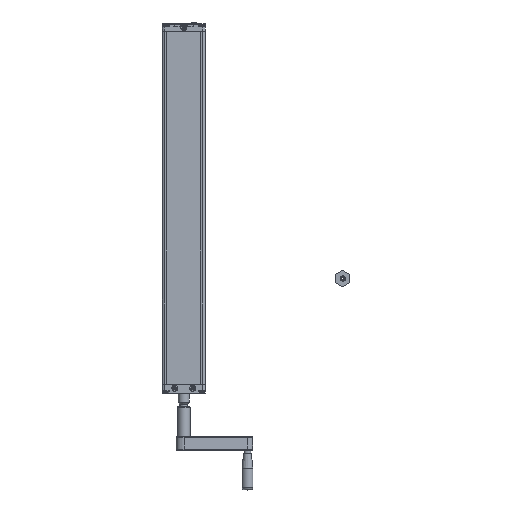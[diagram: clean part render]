
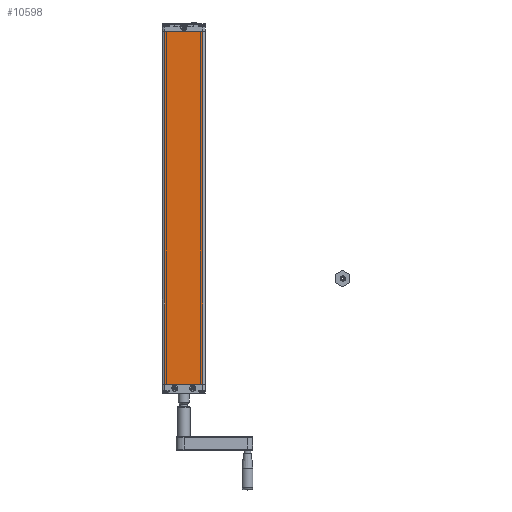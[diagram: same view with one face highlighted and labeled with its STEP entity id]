
A CAD part, top view. The second image highlights one B-rep face of the part: STEP entity #10598.
In plain terms, the highlighted planar face has unit normal (0, 0, 1).
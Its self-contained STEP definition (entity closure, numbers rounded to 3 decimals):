
#1921=FACE_OUTER_BOUND('',#2548,.T.);
#2548=EDGE_LOOP('',(#7591,#7592,#7593,#7594));
#3276=LINE('',#16772,#4032);
#3277=LINE('',#16776,#4033);
#3278=LINE('',#16781,#4034);
#3279=LINE('',#16785,#4035);
#4032=VECTOR('',#13348,691.5);
#4033=VECTOR('',#13353,691.5);
#4034=VECTOR('',#13362,75.);
#4035=VECTOR('',#13369,75.);
#4806=VERTEX_POINT('',#16761);
#4807=VERTEX_POINT('',#16767);
#4808=VERTEX_POINT('',#16771);
#4809=VERTEX_POINT('',#16775);
#5851=EDGE_CURVE('',#4806,#4808,#3276,.T.);
#5853=EDGE_CURVE('',#4807,#4809,#3277,.F.);
#5856=EDGE_CURVE('',#4809,#4806,#3278,.F.);
#5858=EDGE_CURVE('',#4808,#4807,#3279,.T.);
#7591=ORIENTED_EDGE('',*,*,#5853,.F.);
#7592=ORIENTED_EDGE('',*,*,#5858,.F.);
#7593=ORIENTED_EDGE('',*,*,#5851,.F.);
#7594=ORIENTED_EDGE('',*,*,#5856,.F.);
#10314=PLANE('',#11753);
#10598=ADVANCED_FACE('',(#1921),#10314,.T.);
#11753=AXIS2_PLACEMENT_3D('',#16786,#13370,#13371);
#13348=DIRECTION('',(0.,-1.,0.));
#13353=DIRECTION('',(0.,-1.,0.));
#13362=DIRECTION('',(-1.,0.,0.));
#13369=DIRECTION('',(-1.,0.,0.));
#13370=DIRECTION('center_axis',(0.,0.,1.));
#13371=DIRECTION('ref_axis',(1.,0.,0.));
#16761=CARTESIAN_POINT('',(37.5,692.,17.5));
#16767=CARTESIAN_POINT('',(-37.5,0.5,17.5));
#16771=CARTESIAN_POINT('',(37.5,0.5,17.5));
#16772=CARTESIAN_POINT('',(37.5,692.,17.5));
#16775=CARTESIAN_POINT('',(-37.5,692.,17.5));
#16776=CARTESIAN_POINT('',(-37.5,692.,17.5));
#16781=CARTESIAN_POINT('',(37.5,692.,17.5));
#16785=CARTESIAN_POINT('',(37.5,0.5,17.5));
#16786=CARTESIAN_POINT('Origin',(42.5,692.5,17.5));
